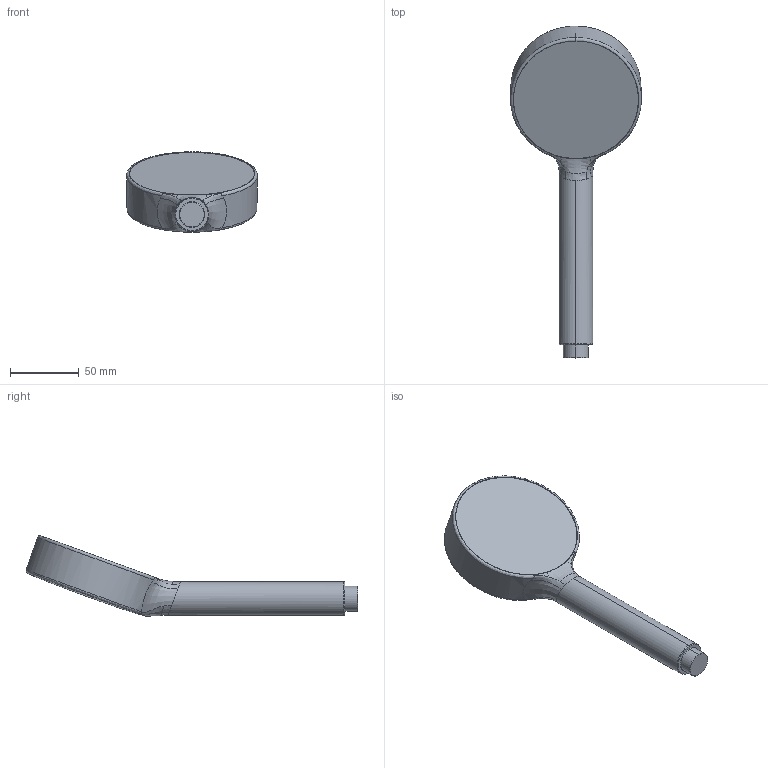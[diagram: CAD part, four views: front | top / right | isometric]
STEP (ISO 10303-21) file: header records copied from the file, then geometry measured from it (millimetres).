
FILE_DESCRIPTION (( 'STEP AP203' ), '1' );
FILE_NAME ('243055(2022)+04160180(2022).STEP', '2022-03-17T09:50:27', ( '' ), ( '' ), 'SwSTEP 2.0', 'SolidWorks 2016', '' );
FILE_SCHEMA (( 'CONFIG_CONTROL_DESIGN' ));
Length unit declared in the file: millimetre
Products named in the file (1): 243055(2022)+04160180(2022)
Bounding box: 94.78 x 241.14 x 58.42 mm (x, y, z)
Volume: 274542.6 mm3; surface area: 33796.4 mm2
Topology: 1 solids, 7 shells, 71 faces, 167 edges, 110 vertices
Faces by surface type: bspline 21, cylinder 18, plane 17, torus 9, cone 6
Entity records: 7919 total; most frequent: CARTESIAN_POINT 6420, ORIENTED_EDGE 330, DIRECTION 231, EDGE_CURVE 165, VERTEX_POINT 110, AXIS2_PLACEMENT_3D 102, B_SPLINE_CURVE_WITH_KNOTS 80, EDGE_LOOP 73
